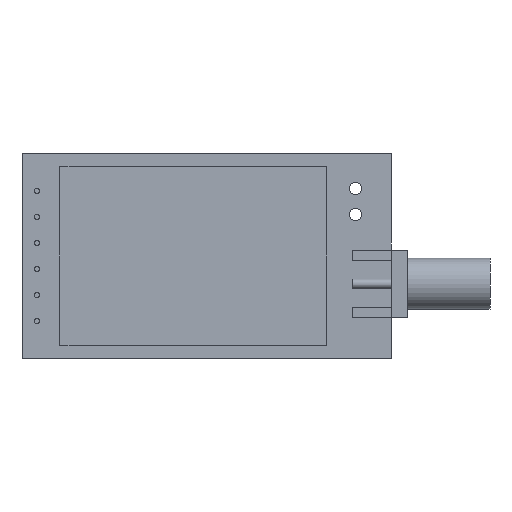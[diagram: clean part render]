
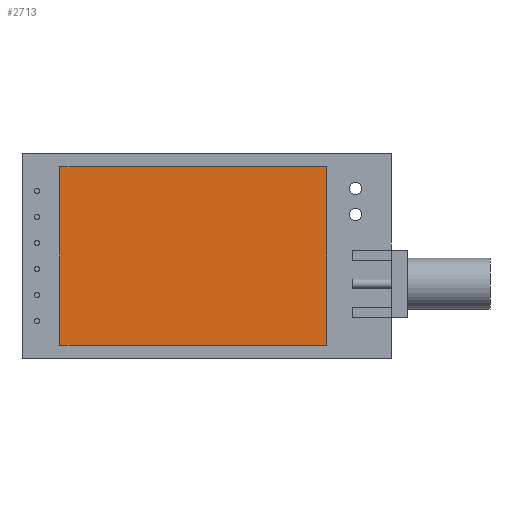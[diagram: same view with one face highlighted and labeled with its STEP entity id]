
A CAD part, front view. The second image highlights one B-rep face of the part: STEP entity #2713.
In plain terms, the highlighted planar face has unit normal (0, -1, 0).
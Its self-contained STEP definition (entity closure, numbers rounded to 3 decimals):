
#75 = CARTESIAN_POINT ( 'NONE',  ( 11.7, -2.6, -8.7 ) ) ;
#108 = DIRECTION ( 'NONE',  ( 0., 0., -1. ) ) ;
#143 = FACE_OUTER_BOUND ( 'NONE', #2637, .T. ) ;
#193 = EDGE_CURVE ( 'NONE', #1858, #978, #2661, .T. ) ;
#385 = CARTESIAN_POINT ( 'NONE',  ( 11.7, -2.6, 8.7 ) ) ;
#406 = CARTESIAN_POINT ( 'NONE',  ( 0., -2.6, 0. ) ) ;
#464 = VECTOR ( 'NONE', #1426, 1000. ) ;
#487 = LINE ( 'NONE', #2966, #2407 ) ;
#666 = VECTOR ( 'NONE', #3813, 1000. ) ;
#759 = CARTESIAN_POINT ( 'NONE',  ( -14.3, -2.6, -8.7 ) ) ;
#880 = VERTEX_POINT ( 'NONE', #1303 ) ;
#978 = VERTEX_POINT ( 'NONE', #385 ) ;
#1001 = PLANE ( 'NONE',  #2999 ) ;
#1026 = ORIENTED_EDGE ( 'NONE', *, *, #2858, .T. ) ;
#1029 = CARTESIAN_POINT ( 'NONE',  ( -14.3, -2.6, 8.7 ) ) ;
#1128 = EDGE_CURVE ( 'NONE', #880, #2704, #2324, .T. ) ;
#1303 = CARTESIAN_POINT ( 'NONE',  ( -14.3, -2.6, 8.7 ) ) ;
#1426 = DIRECTION ( 'NONE',  ( 0., 0., 1. ) ) ;
#1472 = LINE ( 'NONE', #759, #666 ) ;
#1631 = CARTESIAN_POINT ( 'NONE',  ( -14.3, -2.6, -8.7 ) ) ;
#1858 = VERTEX_POINT ( 'NONE', #75 ) ;
#2061 = ORIENTED_EDGE ( 'NONE', *, *, #2328, .T. ) ;
#2300 = CARTESIAN_POINT ( 'NONE',  ( 11.7, -2.6, 8.7 ) ) ;
#2324 = LINE ( 'NONE', #1029, #3127 ) ;
#2328 = EDGE_CURVE ( 'NONE', #978, #880, #487, .T. ) ;
#2346 = DIRECTION ( 'NONE',  ( -1., 0., 0. ) ) ;
#2407 = VECTOR ( 'NONE', #2346, 1000. ) ;
#2637 = EDGE_LOOP ( 'NONE', ( #3602, #1026, #3008, #2061 ) ) ;
#2661 = LINE ( 'NONE', #2300, #464 ) ;
#2704 = VERTEX_POINT ( 'NONE', #1631 ) ;
#2713 = ADVANCED_FACE ( 'NONE', ( #143 ), #1001, .T. ) ;
#2805 = DIRECTION ( 'NONE',  ( 0., 0., -1. ) ) ;
#2840 = DIRECTION ( 'NONE',  ( 0., -1., 0. ) ) ;
#2858 = EDGE_CURVE ( 'NONE', #2704, #1858, #1472, .T. ) ;
#2966 = CARTESIAN_POINT ( 'NONE',  ( -14.3, -2.6, 8.7 ) ) ;
#2999 = AXIS2_PLACEMENT_3D ( 'NONE', #406, #2840, #2805 ) ;
#3008 = ORIENTED_EDGE ( 'NONE', *, *, #193, .T. ) ;
#3127 = VECTOR ( 'NONE', #108, 1000. ) ;
#3602 = ORIENTED_EDGE ( 'NONE', *, *, #1128, .T. ) ;
#3813 = DIRECTION ( 'NONE',  ( 1., 0., 0. ) ) ;
